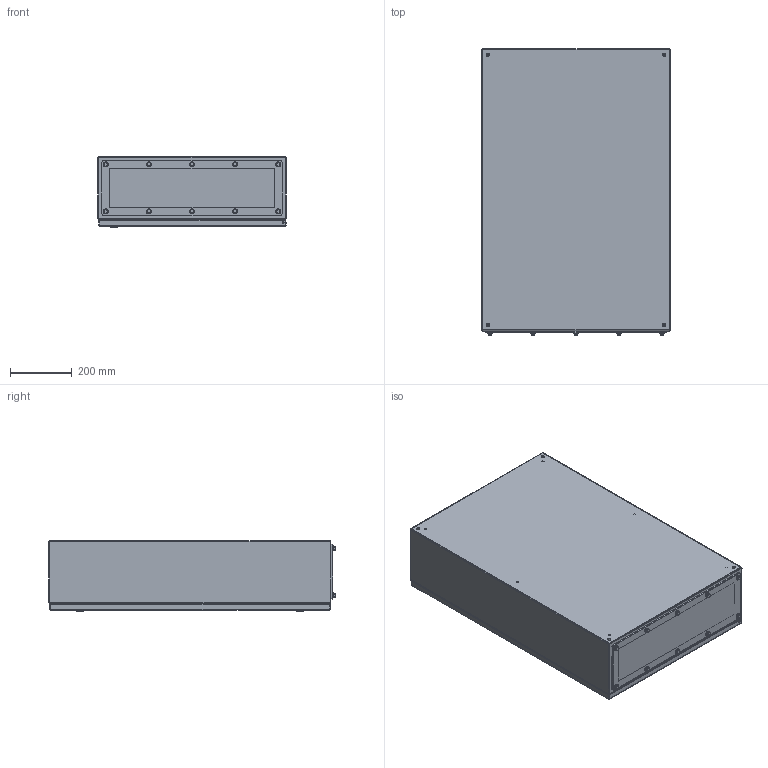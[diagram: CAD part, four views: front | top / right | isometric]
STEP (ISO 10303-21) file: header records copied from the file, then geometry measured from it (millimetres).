
FILE_DESCRIPTION (( 'STEP AP214' ), '1' );
FILE_NAME ('N412362408CGP.STEP', '2020-05-20T18:08:00', ( '' ), ( '' ), 'SwSTEP 2.0', 'SolidWorks 2019', '' );
FILE_SCHEMA (( 'AUTOMOTIVE_DESIGN' ));
Length unit declared in the file: inch
Products named in the file (1): N412362408CGP
Bounding box: 609.6 x 927.6 x 229.71 mm (x, y, z)
Volume: 4162826.3 mm3; surface area: 4121871.3 mm2
Topology: 99 solids, 99 shells, 3003 faces, 7097 edges, 4321 vertices
Faces by surface type: plane 1165, cylinder 952, cone 512, bspline 314, torus 60
Full cylindrical faces by diameter (mm): 2.362 x6, 3.317 x102, 3.5 x6, 3.962 x3, 4.064 x12, 4.166 x102, 4.25 x6, 4.572 x9, 4.775 x8, 5 x2, 5.359 x10, 5.969 x10, 6 x2, 6.35 x24, 6.502 x6, 6.985 x10, 7.137 x30, 7.366 x10, 8.128 x6, 8.382 x12, 8.56 x2, 8.89 x9, 9.144 x6, 9.9 x2, 10 x4, 10.2 x2, 11.05 x2, 11.112 x4, 11.125 x10, 12.8 x2
Entity records: 137084 total; most frequent: CARTESIAN_POINT 35667, DIRECTION 12111, ORIENTED_EDGE 11722, EDGE_CURVE 5861, AXIS2_PLACEMENT_3D 4773, EDGE_LOOP 4141, VERTEX_POINT 3954, FACE_OUTER_BOUND 3514
